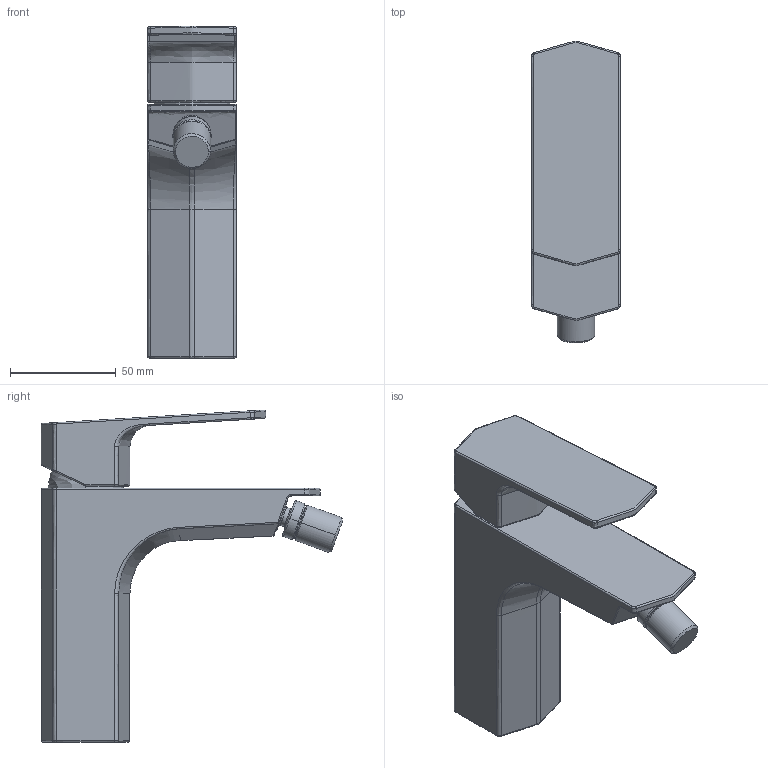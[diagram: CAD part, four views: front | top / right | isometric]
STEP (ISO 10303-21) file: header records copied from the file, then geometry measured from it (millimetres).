
FILE_DESCRIPTION(/* description */ (''),/* implementation_level */ '2;1');
FILE_NAME(/* name */ '3',/* time_stamp */ '2014-12-15T16:48:52+08:00',/* author */ (''),/* organization */ (''),/* preprocessor_version */ 'ST-DEVELOPER v10',/* originating_system */ '',/* authorisation */ '');
FILE_SCHEMA (('CONFIG_CONTROL_DESIGN'));
Length unit declared in the file: millimetre
Products named in the file (1): 1
Bounding box: 42 x 142.62 x 156.96 mm (x, y, z)
Volume: 344755.4 mm3; surface area: 49879.8 mm2
Topology: 4 solids, 4 shells, 131 faces, 292 edges, 168 vertices
Faces by surface type: bspline 131
Entity records: 6456 total; most frequent: CARTESIAN_POINT 4855, ORIENTED_EDGE 574, EDGE_CURVE 287, VERTEX_POINT 168, EDGE_LOOP 135, ADVANCED_FACE 131, FACE_OUTER_BOUND 131, B_SPLINE_CURVE_WITH_KNOTS 46
